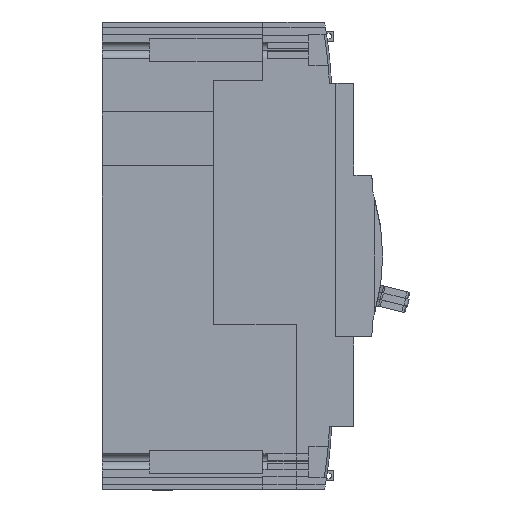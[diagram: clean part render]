
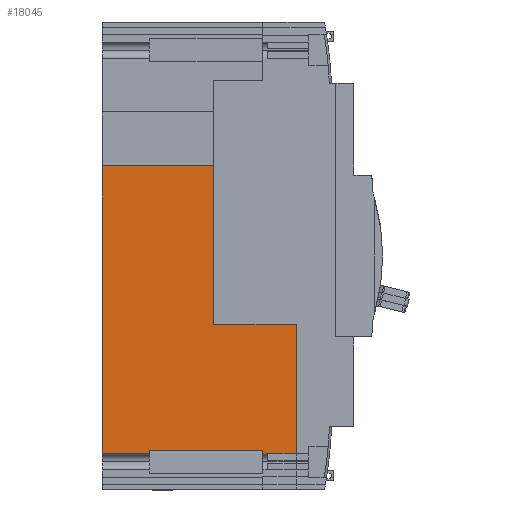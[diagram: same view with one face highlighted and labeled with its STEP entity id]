
A CAD part, left-side view. The second image highlights one B-rep face of the part: STEP entity #18045.
In plain terms, the highlighted planar face has unit normal (-1, 0, 0).
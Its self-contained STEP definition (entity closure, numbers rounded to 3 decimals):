
#9205=EDGE_CURVE('',#9615,#18689,#27484,.T.);
#9423=EDGE_CURVE('',#21531,#25657,#27725,.T.);
#9615=VERTEX_POINT('',#27938);
#11213=VERTEX_POINT('',#29674);
#13111=EDGE_CURVE('',#11213,#25287,#31767,.T.);
#13425=EDGE_CURVE('',#22247,#15079,#32111,.T.);
#15079=VERTEX_POINT('',#33903);
#15673=EDGE_CURVE('',#18715,#9615,#34539,.T.);
#17267=EDGE_CURVE('',#26129,#15079,#36286,.T.);
#18045=ADVANCED_FACE('',(#37112),#37113,.F.);
#18689=VERTEX_POINT('',#37817);
#18715=VERTEX_POINT('',#37845);
#19617=EDGE_CURVE('',#25657,#11213,#38832,.T.);
#20857=VERTEX_POINT('',#40197);
#21531=VERTEX_POINT('',#40958);
#22247=VERTEX_POINT('',#41735);
#23063=EDGE_CURVE('',#23427,#20857,#42620,.T.);
#23427=VERTEX_POINT('',#43025);
#24659=EDGE_CURVE('',#22247,#18715,#44364,.T.);
#25287=VERTEX_POINT('',#45051);
#25403=EDGE_CURVE('',#26129,#23427,#45176,.T.);
#25657=VERTEX_POINT('',#45449);
#26129=VERTEX_POINT('',#45973);
#27085=EDGE_CURVE('',#20857,#21531,#47014,.T.);
#27301=EDGE_CURVE('',#25287,#18689,#47247,.T.);
#27484=LINE('',#47458,#47459);
#27725=LINE('',#47780,#47781);
#27938=CARTESIAN_POINT('',(-38.05,-54.0,-19.0));
#29674=CARTESIAN_POINT('',(-38.05,-46.0,-55.001));
#31767=LINE('',#53673,#53674);
#32111=LINE('',#54173,#54174);
#33903=CARTESIAN_POINT('',(-38.05,0.0,25.05));
#34539=LINE('',#57778,#57779);
#36286=LINE('',#60289,#60290);
#37112=FACE_OUTER_BOUND('',#61498,.T.);
#37113=PLANE('',#61499);
#37817=CARTESIAN_POINT('',(-38.05,-54.0,-55.));
#37845=CARTESIAN_POINT('',(-38.05,-31.0,-19.0));
#38832=LINE('',#64020,#64021);
#40197=CARTESIAN_POINT('',(-38.05,-13.2,-54.0));
#40958=CARTESIAN_POINT('',(-38.05,-44.65,-54.0));
#41735=CARTESIAN_POINT('',(-38.05,-31.0,25.05));
#42620=LINE('',#69436,#69437);
#43025=CARTESIAN_POINT('',(-38.05,-13.2,-55.001));
#44364=LINE('',#72025,#72026);
#45051=CARTESIAN_POINT('',(-38.05,-46.0,-55.));
#45176=LINE('',#73227,#73228);
#45449=CARTESIAN_POINT('',(-38.05,-44.65,-55.001));
#45973=CARTESIAN_POINT('',(-38.05,0.0,-55.001));
#47014=LINE('',#75877,#75878);
#47247=LINE('',#76212,#76213);
#47458=CARTESIAN_POINT('',(-38.05,-54.0,-64.9));
#47459=VECTOR('',#76461,1.0);
#47780=CARTESIAN_POINT('',(-38.05,-44.65,-29.109));
#47781=VECTOR('',#76716,1.0);
#53673=CARTESIAN_POINT('',(-38.05,-46.0,-29.109));
#53674=VECTOR('',#81133,1.0);
#54173=CARTESIAN_POINT('',(-38.05,-27.204,25.05));
#54174=VECTOR('',#81541,1.0);
#57778=CARTESIAN_POINT('',(-38.05,-54.0,-19.0));
#57779=VECTOR('',#83976,1.0);
#60289=CARTESIAN_POINT('',(-38.05,0.0,64.9));
#60290=VECTOR('',#85738,1.0);
#61498=EDGE_LOOP('',(#86446,#86447,#86448,#86449,#86450,#86451,#86452,#86453,#86454,#86455,#86456,#86457));
#61499=AXIS2_PLACEMENT_3D('',#86458,#86459,#86460);
#64020=CARTESIAN_POINT('',(-38.05,-49.325,-55.001));
#64021=VECTOR('',#88267,1.0);
#69436=CARTESIAN_POINT('',(-38.05,-13.2,-29.109));
#69437=VECTOR('',#92443,1.0);
#72025=CARTESIAN_POINT('',(-38.05,-31.0,-19.0));
#72026=VECTOR('',#94290,1.0);
#73227=CARTESIAN_POINT('',(-38.05,-6.6,-55.001));
#73228=VECTOR('',#95146,1.0);
#75877=CARTESIAN_POINT('',(-38.05,-18.304,-54.0));
#75878=VECTOR('',#97167,1.0);
#76212=CARTESIAN_POINT('',(-38.05,-34.704,-55.));
#76213=VECTOR('',#97430,1.0);
#76461=DIRECTION('',(-0.0,-0.0,-1.0));
#76716=DIRECTION('',(0.0,0.0,-1.0));
#81133=DIRECTION('',(-0.0,0.0,1.0));
#81541=DIRECTION('',(0.0,1.0,0.0));
#83976=DIRECTION('',(-0.0,-1.0,-0.0));
#85738=DIRECTION('',(0.0,0.0,1.0));
#86446=ORIENTED_EDGE('',*,*,#13425,.T.);
#86447=ORIENTED_EDGE('',*,*,#17267,.F.);
#86448=ORIENTED_EDGE('',*,*,#25403,.T.);
#86449=ORIENTED_EDGE('',*,*,#23063,.T.);
#86450=ORIENTED_EDGE('',*,*,#27085,.T.);
#86451=ORIENTED_EDGE('',*,*,#9423,.T.);
#86452=ORIENTED_EDGE('',*,*,#19617,.T.);
#86453=ORIENTED_EDGE('',*,*,#13111,.T.);
#86454=ORIENTED_EDGE('',*,*,#27301,.T.);
#86455=ORIENTED_EDGE('',*,*,#9205,.F.);
#86456=ORIENTED_EDGE('',*,*,#15673,.F.);
#86457=ORIENTED_EDGE('',*,*,#24659,.F.);
#86458=CARTESIAN_POINT('',(-38.05,-23.407,-0.968));
#86459=DIRECTION('',(1.0,0.0,0.0));
#86460=DIRECTION('',(0.0,1.0,0.0));
#88267=DIRECTION('',(0.0,-1.0,0.0));
#92443=DIRECTION('',(-0.0,0.0,1.0));
#94290=DIRECTION('',(-0.0,-0.0,-1.0));
#95146=DIRECTION('',(0.0,-1.0,0.0));
#97167=DIRECTION('',(0.0,-1.0,0.0));
#97430=DIRECTION('',(0.0,-1.0,0.0));
